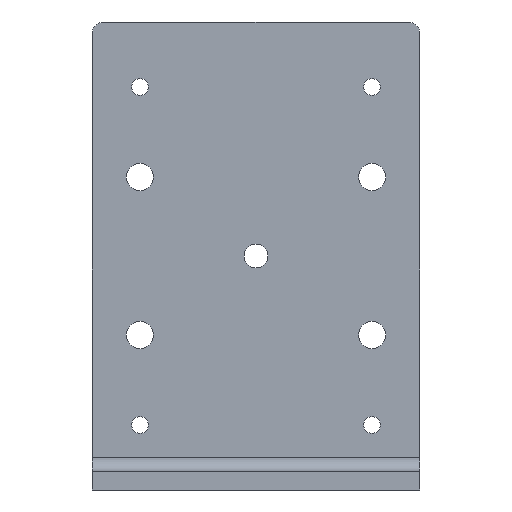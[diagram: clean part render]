
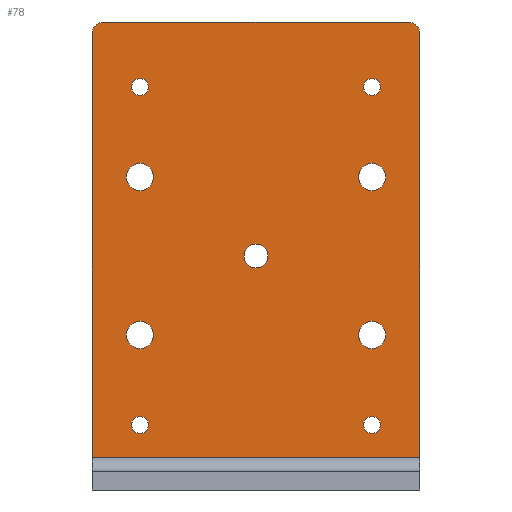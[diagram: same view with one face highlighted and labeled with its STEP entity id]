
A CAD part, front view. The second image highlights one B-rep face of the part: STEP entity #78.
In plain terms, the highlighted planar face has unit normal (0, -1, 0).
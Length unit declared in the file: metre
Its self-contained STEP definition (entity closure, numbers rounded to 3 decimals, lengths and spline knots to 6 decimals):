
#78 = ADVANCED_FACE( '', ( #176, #177, #178, #179, #180, #181, #182, #183, #184, #185 ), #186, .T. );
#176 = FACE_BOUND( '', #282, .T. );
#177 = FACE_BOUND( '', #283, .T. );
#178 = FACE_BOUND( '', #284, .T. );
#179 = FACE_BOUND( '', #285, .T. );
#180 = FACE_BOUND( '', #286, .T. );
#181 = FACE_BOUND( '', #287, .T. );
#182 = FACE_BOUND( '', #288, .T. );
#183 = FACE_BOUND( '', #289, .T. );
#184 = FACE_BOUND( '', #290, .T. );
#185 = FACE_OUTER_BOUND( '', #291, .T. );
#186 = PLANE( '', #292 );
#282 = EDGE_LOOP( '', ( #443 ) );
#283 = EDGE_LOOP( '', ( #444 ) );
#284 = EDGE_LOOP( '', ( #445 ) );
#285 = EDGE_LOOP( '', ( #446 ) );
#286 = EDGE_LOOP( '', ( #447 ) );
#287 = EDGE_LOOP( '', ( #448 ) );
#288 = EDGE_LOOP( '', ( #449 ) );
#289 = EDGE_LOOP( '', ( #450 ) );
#290 = EDGE_LOOP( '', ( #451 ) );
#291 = EDGE_LOOP( '', ( #452, #453, #454, #455, #456, #457 ) );
#292 = AXIS2_PLACEMENT_3D( '', #458, #459, #460 );
#443 = ORIENTED_EDGE( '', *, *, #559, .F. );
#444 = ORIENTED_EDGE( '', *, *, #560, .F. );
#445 = ORIENTED_EDGE( '', *, *, #532, .F. );
#446 = ORIENTED_EDGE( '', *, *, #557, .F. );
#447 = ORIENTED_EDGE( '', *, *, #538, .F. );
#448 = ORIENTED_EDGE( '', *, *, #509, .F. );
#449 = ORIENTED_EDGE( '', *, *, #553, .F. );
#450 = ORIENTED_EDGE( '', *, *, #555, .F. );
#451 = ORIENTED_EDGE( '', *, *, #535, .F. );
#452 = ORIENTED_EDGE( '', *, *, #525, .F. );
#453 = ORIENTED_EDGE( '', *, *, #507, .T. );
#454 = ORIENTED_EDGE( '', *, *, #561, .T. );
#455 = ORIENTED_EDGE( '', *, *, #562, .T. );
#456 = ORIENTED_EDGE( '', *, *, #501, .T. );
#457 = ORIENTED_EDGE( '', *, *, #520, .T. );
#458 = CARTESIAN_POINT( '', ( 0., -0.00508, 0. ) );
#459 = DIRECTION( '', ( 0., -1., 0. ) );
#460 = DIRECTION( '', ( 1., 0., 0. ) );
#501 = EDGE_CURVE( '', #575, #573, #576, .T. );
#507 = EDGE_CURVE( '', #580, #584, #586, .T. );
#509 = EDGE_CURVE( '', #588, #588, #589, .T. );
#520 = EDGE_CURVE( '', #573, #605, #607, .T. );
#525 = EDGE_CURVE( '', #580, #605, #614, .T. );
#532 = EDGE_CURVE( '', #623, #623, #624, .T. );
#535 = EDGE_CURVE( '', #628, #628, #629, .T. );
#538 = EDGE_CURVE( '', #633, #633, #634, .T. );
#553 = EDGE_CURVE( '', #658, #658, #659, .T. );
#555 = EDGE_CURVE( '', #661, #661, #662, .T. );
#557 = EDGE_CURVE( '', #664, #664, #665, .T. );
#559 = EDGE_CURVE( '', #667, #667, #668, .T. );
#560 = EDGE_CURVE( '', #669, #669, #670, .T. );
#561 = EDGE_CURVE( '', #584, #671, #672, .T. );
#562 = EDGE_CURVE( '', #671, #575, #673, .T. );
#573 = VERTEX_POINT( '', #685 );
#575 = VERTEX_POINT( '', #688 );
#576 = LINE( '', #689, #690 );
#580 = VERTEX_POINT( '', #695 );
#584 = VERTEX_POINT( '', #700 );
#586 = LINE( '', #702, #703 );
#588 = VERTEX_POINT( '', #705 );
#589 = CIRCLE( '', #706, 0.002286 );
#605 = VERTEX_POINT( '', #725 );
#607 = CIRCLE( '', #728, 0.003175 );
#614 = LINE( '', #738, #739 );
#623 = VERTEX_POINT( '', #750 );
#624 = CIRCLE( '', #751, 0.003683 );
#628 = VERTEX_POINT( '', #755 );
#629 = CIRCLE( '', #756, 0.002286 );
#633 = VERTEX_POINT( '', #760 );
#634 = CIRCLE( '', #761, 0.003251 );
#658 = VERTEX_POINT( '', #788 );
#659 = CIRCLE( '', #789, 0.002286 );
#661 = VERTEX_POINT( '', #791 );
#662 = CIRCLE( '', #792, 0.002286 );
#664 = VERTEX_POINT( '', #794 );
#665 = CIRCLE( '', #795, 0.003683 );
#667 = VERTEX_POINT( '', #797 );
#668 = CIRCLE( '', #798, 0.003683 );
#669 = VERTEX_POINT( '', #799 );
#670 = CIRCLE( '', #800, 0.003683 );
#671 = VERTEX_POINT( '', #801 );
#672 = LINE( '', #802, #803 );
#673 = CIRCLE( '', #804, 0.003175 );
#685 = CARTESIAN_POINT( '', ( -0.041275, -0.00508, 0.0635 ) );
#688 = CARTESIAN_POINT( '', ( 0.041275, -0.00508, 0.0635 ) );
#689 = CARTESIAN_POINT( '', ( 0., -0.00508, 0.0635 ) );
#690 = VECTOR( '', #814, 1. );
#695 = CARTESIAN_POINT( '', ( -0.04445, -0.00508, -0.05461 ) );
#700 = CARTESIAN_POINT( '', ( 0.04445, -0.00508, -0.05461 ) );
#702 = CARTESIAN_POINT( '', ( 0.04445, -0.00508, -0.05461 ) );
#703 = VECTOR( '', #823, 1. );
#705 = CARTESIAN_POINT( '', ( -0.031496, -0.00508, 0.043565 ) );
#706 = AXIS2_PLACEMENT_3D( '', #824, #825, #826 );
#725 = CARTESIAN_POINT( '', ( -0.04445, -0.00508, 0.060325 ) );
#728 = AXIS2_PLACEMENT_3D( '', #843, #844, #845 );
#738 = CARTESIAN_POINT( '', ( -0.04445, -0.00508, -0.001588 ) );
#739 = VECTOR( '', #849, 1. );
#750 = CARTESIAN_POINT( '', ( 0.031496, -0.00508, -0.025122 ) );
#751 = AXIS2_PLACEMENT_3D( '', #855, #856, #857 );
#755 = CARTESIAN_POINT( '', ( -0.031496, -0.00508, -0.048137 ) );
#756 = AXIS2_PLACEMENT_3D( '', #861, #862, #863 );
#760 = CARTESIAN_POINT( '', ( 0., -0.00508, -0.003251 ) );
#761 = AXIS2_PLACEMENT_3D( '', #867, #868, #869 );
#788 = CARTESIAN_POINT( '', ( 0.031496, -0.00508, 0.043565 ) );
#789 = AXIS2_PLACEMENT_3D( '', #897, #898, #899 );
#791 = CARTESIAN_POINT( '', ( 0.031496, -0.00508, -0.048137 ) );
#792 = AXIS2_PLACEMENT_3D( '', #900, #901, #902 );
#794 = CARTESIAN_POINT( '', ( -0.031496, -0.00508, -0.025122 ) );
#795 = AXIS2_PLACEMENT_3D( '', #903, #904, #905 );
#797 = CARTESIAN_POINT( '', ( -0.031496, -0.00508, 0.017756 ) );
#798 = AXIS2_PLACEMENT_3D( '', #906, #907, #908 );
#799 = CARTESIAN_POINT( '', ( 0.031496, -0.00508, 0.017756 ) );
#800 = AXIS2_PLACEMENT_3D( '', #909, #910, #911 );
#801 = CARTESIAN_POINT( '', ( 0.04445, -0.00508, 0.060325 ) );
#802 = CARTESIAN_POINT( '', ( 0.04445, -0.00508, -0.001588 ) );
#803 = VECTOR( '', #912, 1. );
#804 = AXIS2_PLACEMENT_3D( '', #913, #914, #915 );
#814 = DIRECTION( '', ( -1., 0., 0. ) );
#823 = DIRECTION( '', ( 1., 0., 0. ) );
#824 = CARTESIAN_POINT( '', ( -0.031496, -0.00508, 0.045851 ) );
#825 = DIRECTION( '', ( 0., -1., 0. ) );
#826 = DIRECTION( '', ( 0., 0., -1. ) );
#843 = CARTESIAN_POINT( '', ( -0.041275, -0.00508, 0.060325 ) );
#844 = DIRECTION( '', ( 0., -1., 0. ) );
#845 = DIRECTION( '', ( 0., 0., -1. ) );
#849 = DIRECTION( '', ( 0., 0., 1. ) );
#855 = CARTESIAN_POINT( '', ( 0.031496, -0.00508, -0.021439 ) );
#856 = DIRECTION( '', ( 0., -1., 0. ) );
#857 = DIRECTION( '', ( 0., 0., -1. ) );
#861 = CARTESIAN_POINT( '', ( -0.031496, -0.00508, -0.045851 ) );
#862 = DIRECTION( '', ( 0., -1., 0. ) );
#863 = DIRECTION( '', ( 0., 0., -1. ) );
#867 = CARTESIAN_POINT( '', ( 0., -0.00508, 0. ) );
#868 = DIRECTION( '', ( 0., -1., 0. ) );
#869 = DIRECTION( '', ( 0., 0., -1. ) );
#897 = CARTESIAN_POINT( '', ( 0.031496, -0.00508, 0.045851 ) );
#898 = DIRECTION( '', ( 0., -1., 0. ) );
#899 = DIRECTION( '', ( 0., 0., -1. ) );
#900 = CARTESIAN_POINT( '', ( 0.031496, -0.00508, -0.045851 ) );
#901 = DIRECTION( '', ( 0., -1., 0. ) );
#902 = DIRECTION( '', ( 0., 0., -1. ) );
#903 = CARTESIAN_POINT( '', ( -0.031496, -0.00508, -0.021439 ) );
#904 = DIRECTION( '', ( 0., -1., 0. ) );
#905 = DIRECTION( '', ( 0., 0., -1. ) );
#906 = CARTESIAN_POINT( '', ( -0.031496, -0.00508, 0.021439 ) );
#907 = DIRECTION( '', ( 0., -1., 0. ) );
#908 = DIRECTION( '', ( 0., 0., -1. ) );
#909 = CARTESIAN_POINT( '', ( 0.031496, -0.00508, 0.021439 ) );
#910 = DIRECTION( '', ( 0., -1., 0. ) );
#911 = DIRECTION( '', ( 0., 0., -1. ) );
#912 = DIRECTION( '', ( 0., 0., 1. ) );
#913 = CARTESIAN_POINT( '', ( 0.041275, -0.00508, 0.060325 ) );
#914 = DIRECTION( '', ( 0., -1., 0. ) );
#915 = DIRECTION( '', ( 0., 0., -1. ) );
